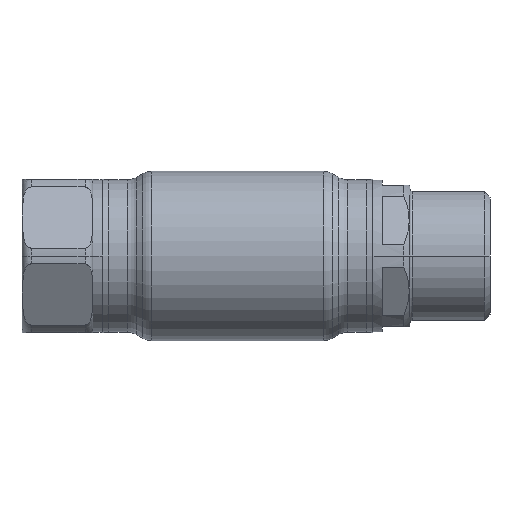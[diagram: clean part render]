
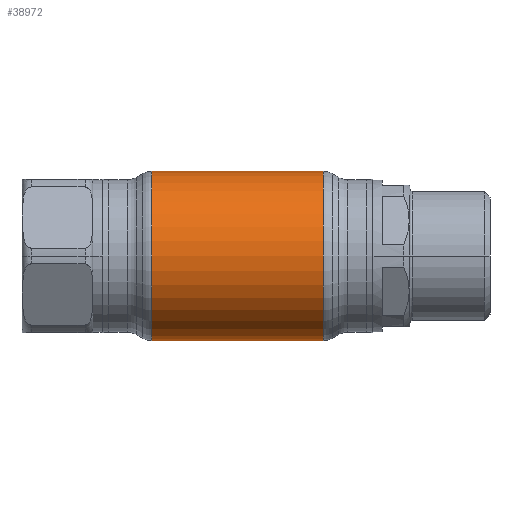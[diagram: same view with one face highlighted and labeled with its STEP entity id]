
A CAD part, front view. The second image highlights one B-rep face of the part: STEP entity #38972.
In plain terms, the highlighted cylindrical face has radius 27.5 mm (diameter 55 mm), a partial arc.
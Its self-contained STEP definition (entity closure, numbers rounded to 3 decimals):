
#4507 = CARTESIAN_POINT ( 'NONE',  ( 27.785, 0., 27.5 ) ) ;
#5711 = DIRECTION ( 'NONE',  ( -1., 0., 0. ) ) ;
#8491 = DIRECTION ( 'NONE',  ( -1., 0., 0. ) ) ;
#9659 = LINE ( 'NONE', #32648, #39886 ) ;
#10437 = VERTEX_POINT ( 'NONE', #12574 ) ;
#12574 = CARTESIAN_POINT ( 'NONE',  ( 27.785, 0., -27.5 ) ) ;
#12932 = AXIS2_PLACEMENT_3D ( 'NONE', #22233, #46091, #22808 ) ;
#15235 = DIRECTION ( 'NONE',  ( 0., 0., 1. ) ) ;
#18185 = VERTEX_POINT ( 'NONE', #42377 ) ;
#18600 = ORIENTED_EDGE ( 'NONE', *, *, #37933, .F. ) ;
#20514 = ORIENTED_EDGE ( 'NONE', *, *, #22878, .T. ) ;
#20971 = DIRECTION ( 'NONE',  ( 0., 0., 1. ) ) ;
#22233 = CARTESIAN_POINT ( 'NONE',  ( -62.69, 0., 0. ) ) ;
#22370 = CIRCLE ( 'NONE', #47142, 27.5 ) ;
#22808 = DIRECTION ( 'NONE',  ( 0., 0., 1. ) ) ;
#22878 = EDGE_CURVE ( 'NONE', #10437, #34796, #55059, .T. ) ;
#25569 = VECTOR ( 'NONE', #34378, 1000. ) ;
#29324 = AXIS2_PLACEMENT_3D ( 'NONE', #32859, #5711, #15235 ) ;
#32219 = EDGE_LOOP ( 'NONE', ( #53079, #20514, #47774, #18600 ) ) ;
#32648 = CARTESIAN_POINT ( 'NONE',  ( -62.69, 0., -27.5 ) ) ;
#32859 = CARTESIAN_POINT ( 'NONE',  ( 27.785, 0., 0. ) ) ;
#33808 = CARTESIAN_POINT ( 'NONE',  ( -27.785, 0., 0. ) ) ;
#34017 = CYLINDRICAL_SURFACE ( 'NONE', #12932, 27.5 ) ;
#34101 = CARTESIAN_POINT ( 'NONE',  ( -62.69, 0., 27.5 ) ) ;
#34378 = DIRECTION ( 'NONE',  ( -1., 0., 0. ) ) ;
#34796 = VERTEX_POINT ( 'NONE', #4507 ) ;
#37933 = EDGE_CURVE ( 'NONE', #40073, #18185, #22370, .T. ) ;
#38972 = ADVANCED_FACE ( 'NONE', ( #49397 ), #34017, .T. ) ;
#39886 = VECTOR ( 'NONE', #8491, 1000. ) ;
#40073 = VERTEX_POINT ( 'NONE', #48247 ) ;
#42377 = CARTESIAN_POINT ( 'NONE',  ( -27.785, 0., 27.5 ) ) ;
#46091 = DIRECTION ( 'NONE',  ( -1., 0., 0. ) ) ;
#47142 = AXIS2_PLACEMENT_3D ( 'NONE', #33808, #48102, #20971 ) ;
#47774 = ORIENTED_EDGE ( 'NONE', *, *, #52154, .T. ) ;
#48102 = DIRECTION ( 'NONE',  ( -1., 0., 0. ) ) ;
#48247 = CARTESIAN_POINT ( 'NONE',  ( -27.785, 0., -27.5 ) ) ;
#49397 = FACE_OUTER_BOUND ( 'NONE', #32219, .T. ) ;
#52154 = EDGE_CURVE ( 'NONE', #34796, #18185, #52605, .T. ) ;
#52605 = LINE ( 'NONE', #34101, #25569 ) ;
#53079 = ORIENTED_EDGE ( 'NONE', *, *, #54621, .F. ) ;
#54621 = EDGE_CURVE ( 'NONE', #10437, #40073, #9659, .T. ) ;
#55059 = CIRCLE ( 'NONE', #29324, 27.5 ) ;
